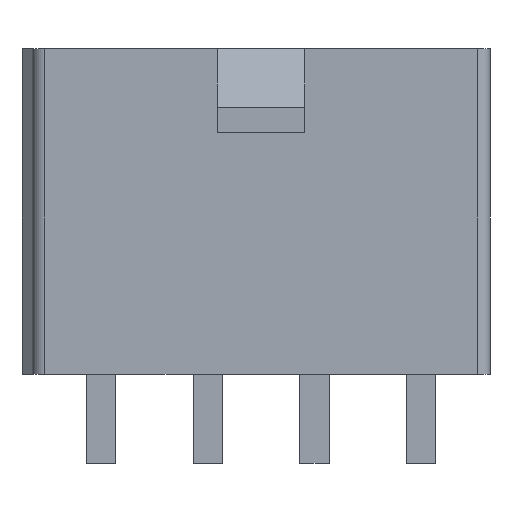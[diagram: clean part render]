
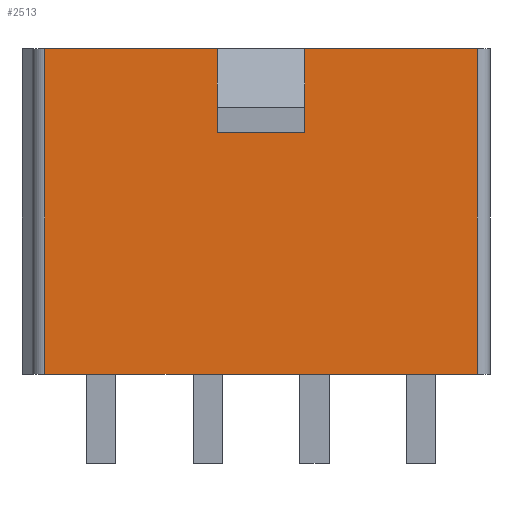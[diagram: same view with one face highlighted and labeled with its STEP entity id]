
A CAD part, front view. The second image highlights one B-rep face of the part: STEP entity #2513.
In plain terms, the highlighted planar face has unit normal (0, -1, 0).
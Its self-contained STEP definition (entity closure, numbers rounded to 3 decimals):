
#138=DIRECTION('',(1.,0.,0.));
#139=VECTOR('',#138,6.775);
#140=CARTESIAN_POINT('',(-8.5,-4.875,0.));
#141=LINE('',#140,#139);
#186=DIRECTION('',(1.,0.,0.));
#187=VECTOR('',#186,6.775);
#188=CARTESIAN_POINT('',(1.725,-4.875,0.));
#189=LINE('',#188,#187);
#378=DIRECTION('',(0.,0.,-1.));
#379=VECTOR('',#378,3.3);
#380=CARTESIAN_POINT('',(-1.725,-4.875,0.));
#381=LINE('',#380,#379);
#382=DIRECTION('',(1.,0.,0.));
#383=VECTOR('',#382,3.45);
#384=CARTESIAN_POINT('',(-1.725,-4.875,-3.3));
#385=LINE('',#384,#383);
#386=DIRECTION('',(0.,0.,-1.));
#387=VECTOR('',#386,3.3);
#388=CARTESIAN_POINT('',(1.725,-4.875,0.));
#389=LINE('',#388,#387);
#390=DIRECTION('',(0.,0.,-1.));
#391=VECTOR('',#390,12.8);
#392=CARTESIAN_POINT('',(-8.5,-4.875,0.));
#393=LINE('',#392,#391);
#394=DIRECTION('',(0.,0.,-1.));
#395=VECTOR('',#394,12.8);
#396=CARTESIAN_POINT('',(8.5,-4.875,0.));
#397=LINE('',#396,#395);
#460=DIRECTION('',(1.,0.,0.));
#461=VECTOR('',#460,17.);
#462=CARTESIAN_POINT('',(-8.5,-4.875,-12.8));
#463=LINE('',#462,#461);
#1776=CARTESIAN_POINT('',(-8.5,-4.875,0.));
#1777=VERTEX_POINT('',#1776);
#1778=CARTESIAN_POINT('',(8.5,-4.875,0.));
#1780=VERTEX_POINT('',#1778);
#1796=CARTESIAN_POINT('',(-8.5,-4.875,-12.8));
#1797=VERTEX_POINT('',#1796);
#1798=CARTESIAN_POINT('',(8.5,-4.875,-12.8));
#1799=VERTEX_POINT('',#1798);
#1838=CARTESIAN_POINT('',(1.725,-4.875,0.));
#1839=CARTESIAN_POINT('',(-1.725,-4.875,0.));
#1840=VERTEX_POINT('',#1838);
#1841=VERTEX_POINT('',#1839);
#1842=CARTESIAN_POINT('',(-1.725,-4.875,-3.3));
#1843=VERTEX_POINT('',#1842);
#1844=CARTESIAN_POINT('',(1.725,-4.875,-3.3));
#1845=VERTEX_POINT('',#1844);
#2495=CARTESIAN_POINT('',(-8.5,-4.875,0.));
#2496=DIRECTION('',(0.,-1.,0.));
#2497=DIRECTION('',(1.,0.,0.));
#2498=AXIS2_PLACEMENT_3D('',#2495,#2496,#2497);
#2499=PLANE('',#2498);
#2500=ORIENTED_EDGE('',*,*,#2487,.T.);
#2501=ORIENTED_EDGE('',*,*,#2476,.T.);
#2502=ORIENTED_EDGE('',*,*,#2461,.F.);
#2503=ORIENTED_EDGE('',*,*,#2335,.T.);
#2505=ORIENTED_EDGE('',*,*,#2504,.T.);
#2507=ORIENTED_EDGE('',*,*,#2506,.F.);
#2509=ORIENTED_EDGE('',*,*,#2508,.F.);
#2510=ORIENTED_EDGE('',*,*,#2313,.T.);
#2511=EDGE_LOOP('',(#2500,#2501,#2502,#2503,#2505,#2507,#2509,#2510));
#2512=FACE_OUTER_BOUND('',#2511,.F.);
#2313=EDGE_CURVE('',#1777,#1841,#141,.T.);
#2335=EDGE_CURVE('',#1840,#1780,#189,.T.);
#2461=EDGE_CURVE('',#1840,#1845,#389,.T.);
#2476=EDGE_CURVE('',#1843,#1845,#385,.T.);
#2487=EDGE_CURVE('',#1841,#1843,#381,.T.);
#2504=EDGE_CURVE('',#1780,#1799,#397,.T.);
#2506=EDGE_CURVE('',#1797,#1799,#463,.T.);
#2508=EDGE_CURVE('',#1777,#1797,#393,.T.);
#2513=ADVANCED_FACE('',(#2512),#2499,.T.);
